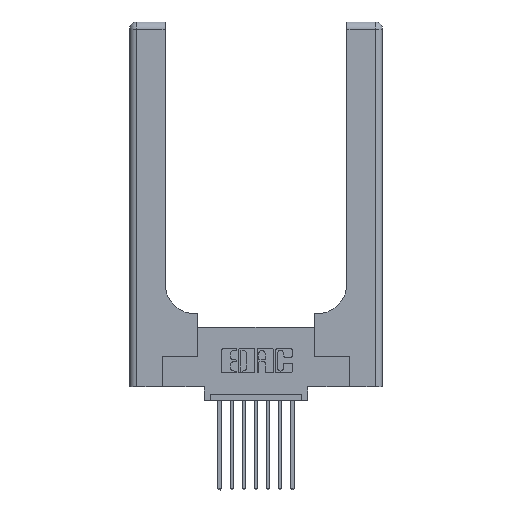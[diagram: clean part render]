
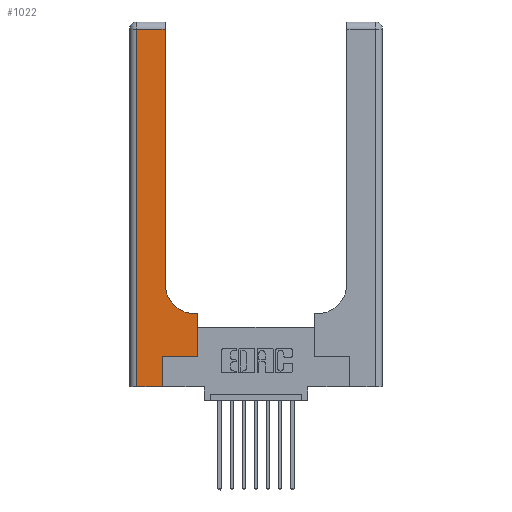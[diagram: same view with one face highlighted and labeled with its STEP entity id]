
A CAD part, top view. The second image highlights one B-rep face of the part: STEP entity #1022.
In plain terms, the highlighted planar face has unit normal (0, 0, 1).
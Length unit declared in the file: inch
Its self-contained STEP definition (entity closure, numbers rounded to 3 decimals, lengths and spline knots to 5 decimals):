
#89 = CARTESIAN_POINT ( 'NONE',  ( 0.269, 0.25, 0.37 ) ) ;
#556 = VERTEX_POINT ( 'NONE', #5982 ) ;
#780 = EDGE_CURVE ( 'NONE', #2756, #989, #11567, .T. ) ;
#876 = EDGE_CURVE ( 'NONE', #9204, #2756, #10839, .T. ) ;
#982 = CARTESIAN_POINT ( 'NONE',  ( 0.5585, 0.6, 0.37 ) ) ;
#989 = VERTEX_POINT ( 'NONE', #10764 ) ;
#1022 = ADVANCED_FACE ( 'NONE', ( #9382 ), #12059, .F. ) ;
#1294 = AXIS2_PLACEMENT_3D ( 'NONE', #5118, #7455, #14561 ) ;
#1442 = VERTEX_POINT ( 'NONE', #3495 ) ;
#1755 = EDGE_CURVE ( 'NONE', #13961, #11303, #8966, .T. ) ;
#1779 = AXIS2_PLACEMENT_3D ( 'NONE', #1808, #6256, #10911 ) ;
#1808 = CARTESIAN_POINT ( 'NONE',  ( 0., 3., 0.37 ) ) ;
#2756 = VERTEX_POINT ( 'NONE', #982 ) ;
#2930 = VECTOR ( 'NONE', #10644, 39.37008 ) ;
#3396 = CARTESIAN_POINT ( 'NONE',  ( 0.269, 0., 0.37 ) ) ;
#3457 = CARTESIAN_POINT ( 'NONE',  ( 0.06, 3., 0.37 ) ) ;
#3495 = CARTESIAN_POINT ( 'NONE',  ( 0.2915, 2.94, 0.37 ) ) ;
#3763 = CARTESIAN_POINT ( 'NONE',  ( 0.06, 2.94, 0.37 ) ) ;
#4551 = DIRECTION ( 'NONE',  ( -1., 0., 0. ) ) ;
#5006 = DIRECTION ( 'NONE',  ( 1., 0., 0. ) ) ;
#5053 = CARTESIAN_POINT ( 'NONE',  ( 0.269, 0., 0.37 ) ) ;
#5118 = CARTESIAN_POINT ( 'NONE',  ( 0.5415, 0.85, 0.37 ) ) ;
#5420 = ORIENTED_EDGE ( 'NONE', *, *, #780, .T. ) ;
#5687 = DIRECTION ( 'NONE',  ( -1., 0., 0. ) ) ;
#5857 = DIRECTION ( 'NONE',  ( 0., 1., 0. ) ) ;
#5905 = VECTOR ( 'NONE', #12873, 39.37008 ) ;
#5982 = CARTESIAN_POINT ( 'NONE',  ( 0.269, 0.25, 0.37 ) ) ;
#6111 = LINE ( 'NONE', #14120, #7402 ) ;
#6155 = EDGE_CURVE ( 'NONE', #556, #9204, #14751, .T. ) ;
#6204 = EDGE_CURVE ( 'NONE', #11303, #556, #11631, .T. ) ;
#6256 = DIRECTION ( 'NONE',  ( 0., 0., -1. ) ) ;
#6710 = CIRCLE ( 'NONE', #1294, 0.25 ) ;
#6719 = EDGE_CURVE ( 'NONE', #8240, #13961, #13301, .T. ) ;
#7402 = VECTOR ( 'NONE', #5687, 39.37008 ) ;
#7455 = DIRECTION ( 'NONE',  ( 0., 0., -1. ) ) ;
#7918 = ORIENTED_EDGE ( 'NONE', *, *, #876, .T. ) ;
#8081 = VECTOR ( 'NONE', #5857, 39.37008 ) ;
#8208 = CARTESIAN_POINT ( 'NONE',  ( 0.06, 0., 0.37 ) ) ;
#8240 = VERTEX_POINT ( 'NONE', #3763 ) ;
#8695 = CARTESIAN_POINT ( 'NONE',  ( 0.5585, 0.25, 0.37 ) ) ;
#8837 = ORIENTED_EDGE ( 'NONE', *, *, #12601, .T. ) ;
#8965 = ORIENTED_EDGE ( 'NONE', *, *, #6155, .T. ) ;
#8966 = LINE ( 'NONE', #10750, #14487 ) ;
#9148 = LINE ( 'NONE', #9368, #10241 ) ;
#9204 = VERTEX_POINT ( 'NONE', #8695 ) ;
#9368 = CARTESIAN_POINT ( 'NONE',  ( 0.2915, 3., 0.37 ) ) ;
#9382 = FACE_OUTER_BOUND ( 'NONE', #11095, .T. ) ;
#9438 = EDGE_CURVE ( 'NONE', #14453, #1442, #9148, .T. ) ;
#10231 = ORIENTED_EDGE ( 'NONE', *, *, #1755, .T. ) ;
#10241 = VECTOR ( 'NONE', #14104, 39.37008 ) ;
#10453 = VECTOR ( 'NONE', #4551, 39.37008 ) ;
#10549 = CARTESIAN_POINT ( 'NONE',  ( 0.2915, 0.85, 0.37 ) ) ;
#10644 = DIRECTION ( 'NONE',  ( 1., 0., 0. ) ) ;
#10697 = ORIENTED_EDGE ( 'NONE', *, *, #6204, .T. ) ;
#10725 = EDGE_CURVE ( 'NONE', #989, #14453, #6710, .T. ) ;
#10750 = CARTESIAN_POINT ( 'NONE',  ( 0., 0., 0.37 ) ) ;
#10764 = CARTESIAN_POINT ( 'NONE',  ( 0.5415, 0.6, 0.37 ) ) ;
#10839 = LINE ( 'NONE', #12942, #8081 ) ;
#10911 = DIRECTION ( 'NONE',  ( -1., 0., 0. ) ) ;
#10996 = ORIENTED_EDGE ( 'NONE', *, *, #9438, .T. ) ;
#11095 = EDGE_LOOP ( 'NONE', ( #10996, #8837, #12200, #10231, #10697, #8965, #7918, #5420, #13305 ) ) ;
#11303 = VERTEX_POINT ( 'NONE', #5053 ) ;
#11567 = LINE ( 'NONE', #14133, #10453 ) ;
#11631 = LINE ( 'NONE', #3396, #5905 ) ;
#12059 = PLANE ( 'NONE',  #1779 ) ;
#12200 = ORIENTED_EDGE ( 'NONE', *, *, #6719, .T. ) ;
#12601 = EDGE_CURVE ( 'NONE', #1442, #8240, #6111, .T. ) ;
#12873 = DIRECTION ( 'NONE',  ( 0., 1., 0. ) ) ;
#12876 = DIRECTION ( 'NONE',  ( 0., -1., 0. ) ) ;
#12942 = CARTESIAN_POINT ( 'NONE',  ( 0.5585, 0.25, 0.37 ) ) ;
#13301 = LINE ( 'NONE', #3457, #14219 ) ;
#13305 = ORIENTED_EDGE ( 'NONE', *, *, #10725, .T. ) ;
#13961 = VERTEX_POINT ( 'NONE', #8208 ) ;
#14104 = DIRECTION ( 'NONE',  ( 0., 1., 0. ) ) ;
#14120 = CARTESIAN_POINT ( 'NONE',  ( 0., 2.94, 0.37 ) ) ;
#14133 = CARTESIAN_POINT ( 'NONE',  ( 0.2915, 0.6, 0.37 ) ) ;
#14219 = VECTOR ( 'NONE', #12876, 39.37008 ) ;
#14453 = VERTEX_POINT ( 'NONE', #10549 ) ;
#14487 = VECTOR ( 'NONE', #5006, 39.37008 ) ;
#14561 = DIRECTION ( 'NONE',  ( 1., 0., 0. ) ) ;
#14751 = LINE ( 'NONE', #89, #2930 ) ;
